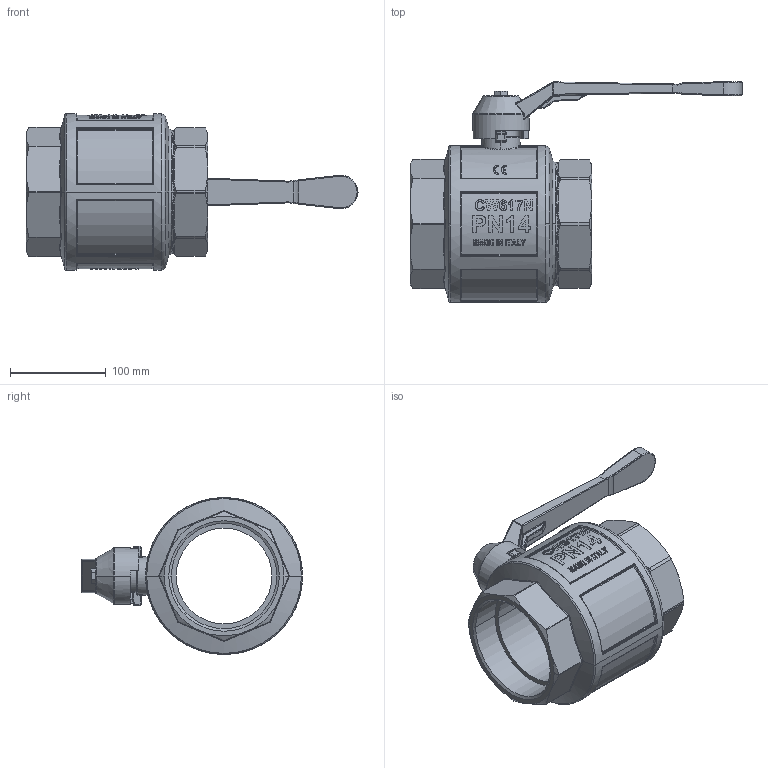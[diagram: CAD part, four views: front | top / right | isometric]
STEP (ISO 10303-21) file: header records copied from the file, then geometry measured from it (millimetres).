
FILE_DESCRIPTION(('STEP AP214'),'1');
FILE_NAME('valve_990-4.stp','2018-06-13T09:23:04',('TraceParts'),('TraceParts S.A.'),'Spatial InterOp 3D',' ',' ');
FILE_SCHEMA(('automotive_design'));
Length unit declared in the file: millimetre
Products named in the file (1): valve_990-4
Bounding box: 347 x 231.01 x 164 mm (x, y, z)
Volume: 1869901.4 mm3; surface area: 208530.7 mm2
Topology: 1 solids, 1 shells, 1033 faces, 2701 edges, 1673 vertices
Faces by surface type: plane 316, cylinder 300, bspline 252, torus 85, cone 62, sphere 18
Entity records: 51137 total; most frequent: CARTESIAN_POINT 18708, ORIENTED_EDGE 5310, DIRECTION 4809, EDGE_CURVE 2655, AXIS2_PLACEMENT_3D 1929, VERTEX_POINT 1673, EDGE_LOOP 1084, STYLED_ITEM 1034
